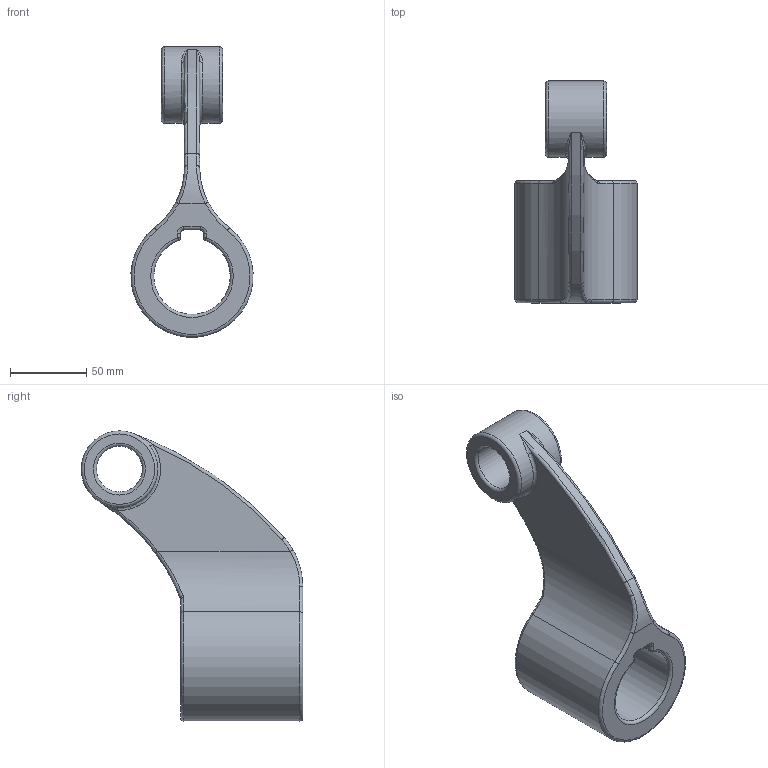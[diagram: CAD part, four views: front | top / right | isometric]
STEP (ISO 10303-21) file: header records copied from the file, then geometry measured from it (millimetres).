
FILE_DESCRIPTION(/* description */ (''),/* implementation_level */ '2;1');
FILE_NAME(/* name */ 'Exercise1 v3.step',/* time_stamp */ '2024-08-31T23:27:00+05:30',/* author */ (''),/* organization */ (''),/* preprocessor_version */ 'ST-DEVELOPER v20',/* originating_system */ 'Autodesk Translation Framework v13.14.0.145',/* authorisation */ '');
FILE_SCHEMA (('AUTOMOTIVE_DESIGN { 1 0 10303 214 3 1 1 }'));
Length unit declared in the file: millimetre
Products named in the file (1): Exercise1
Bounding box: 79.87 x 145 x 189.85 mm (x, y, z)
Volume: 380067.1 mm3; surface area: 64801.8 mm2
Topology: 1 solids, 1 shells, 67 faces, 155 edges, 86 vertices
Faces by surface type: torus 24, cylinder 20, bspline 10, plane 9, sphere 4
Full cylindrical faces by diameter (mm): 30 x1, 50 x1
Entity records: 2385 total; most frequent: CARTESIAN_POINT 783, DIRECTION 345, ORIENTED_EDGE 302, AXIS2_PLACEMENT_3D 156, EDGE_CURVE 151, CIRCLE 98, VERTEX_POINT 86, EDGE_LOOP 71
